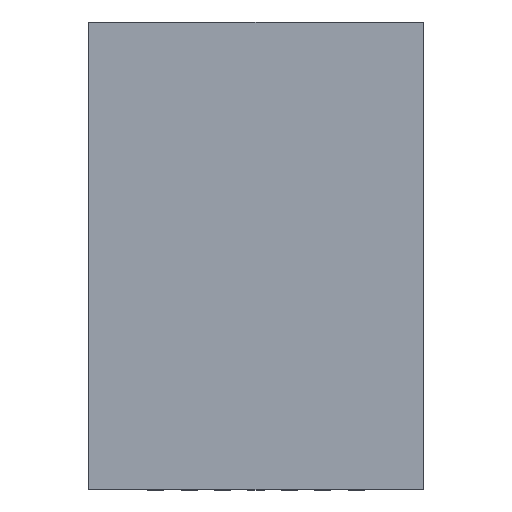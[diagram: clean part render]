
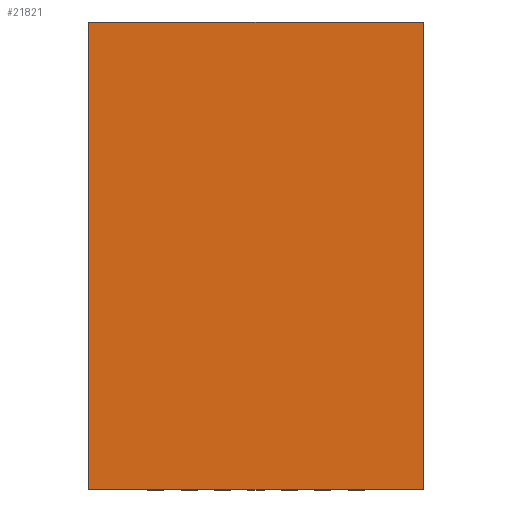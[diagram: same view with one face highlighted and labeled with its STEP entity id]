
A CAD part, top view. The second image highlights one B-rep face of the part: STEP entity #21821.
In plain terms, the highlighted face is planar.
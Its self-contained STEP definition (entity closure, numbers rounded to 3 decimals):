
#16654=DIRECTION('',(0.,0.,1.));
#16655=VECTOR('',#16654,7.);
#16656=CARTESIAN_POINT('',(-2.5,0.775,-3.5));
#16657=LINE('',#16656,#16655);
#16661=DIRECTION('',(-1.,0.,0.));
#16662=VECTOR('',#16661,5.);
#16663=CARTESIAN_POINT('',(2.5,0.775,-3.5));
#16664=LINE('',#16663,#16662);
#16668=DIRECTION('',(0.,0.,-1.));
#16669=VECTOR('',#16668,7.);
#16670=CARTESIAN_POINT('',(2.5,0.775,3.5));
#16671=LINE('',#16670,#16669);
#16675=DIRECTION('',(1.,0.,0.));
#16676=VECTOR('',#16675,5.);
#16677=CARTESIAN_POINT('',(-2.5,0.775,3.5));
#16678=LINE('',#16677,#16676);
#18137=CARTESIAN_POINT('',(-2.5,0.775,-3.5));
#18138=CARTESIAN_POINT('',(-2.5,0.775,3.5));
#18139=VERTEX_POINT('',#18137);
#18140=VERTEX_POINT('',#18138);
#18141=CARTESIAN_POINT('',(2.5,0.775,3.5));
#18142=VERTEX_POINT('',#18141);
#18143=CARTESIAN_POINT('',(2.5,0.775,-3.5));
#18144=VERTEX_POINT('',#18143);
#21810=CARTESIAN_POINT('',(0.,0.775,0.));
#21811=DIRECTION('',(0.,1.,0.));
#21812=DIRECTION('',(1.,0.,0.));
#21813=AXIS2_PLACEMENT_3D('',#21810,#21811,#21812);
#21814=PLANE('',#21813);
#21815=ORIENTED_EDGE('',*,*,#19747,.F.);
#21816=ORIENTED_EDGE('',*,*,#19923,.F.);
#21817=ORIENTED_EDGE('',*,*,#20620,.F.);
#21818=ORIENTED_EDGE('',*,*,#21654,.F.);
#21819=EDGE_LOOP('',(#21815,#21816,#21817,#21818));
#21820=FACE_OUTER_BOUND('',#21819,.F.);
#19747=EDGE_CURVE('',#18139,#18140,#16657,.T.);
#19923=EDGE_CURVE('',#18144,#18139,#16664,.T.);
#20620=EDGE_CURVE('',#18142,#18144,#16671,.T.);
#21654=EDGE_CURVE('',#18140,#18142,#16678,.T.);
#21821=ADVANCED_FACE('',(#21820),#21814,.T.);
